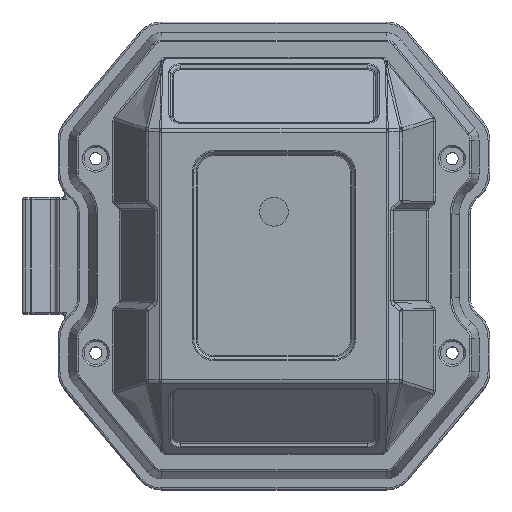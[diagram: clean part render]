
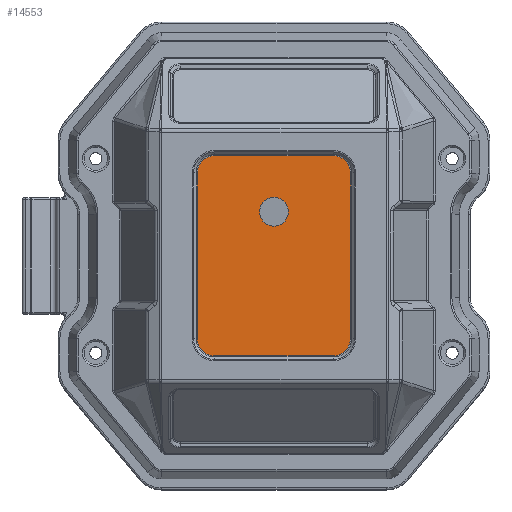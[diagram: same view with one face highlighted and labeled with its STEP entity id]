
A CAD part, top view. The second image highlights one B-rep face of the part: STEP entity #14553.
In plain terms, the highlighted planar face has unit normal (0, 0, 1).
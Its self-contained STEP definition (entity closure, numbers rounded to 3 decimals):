
#111=FACE_BOUND('',#3405,.T.);
#1096=CIRCLE('',#15489,4.);
#1400=CIRCLE('',#16062,4.793);
#1401=CIRCLE('',#16063,4.793);
#1402=CIRCLE('',#16064,4.793);
#1403=CIRCLE('',#16065,4.793);
#2473=FACE_OUTER_BOUND('',#3404,.T.);
#3404=EDGE_LOOP('',(#12158,#12159,#12160,#12161,#12162,#12163,#12164,#12165));
#3405=EDGE_LOOP('',(#12166));
#4541=LINE('',#33840,#5539);
#4542=LINE('',#33844,#5540);
#4543=LINE('',#33848,#5541);
#4544=LINE('',#33851,#5542);
#5539=VECTOR('',#19638,1000.);
#5540=VECTOR('',#19641,1000.);
#5541=VECTOR('',#19644,1000.);
#5542=VECTOR('',#19647,1000.);
#6316=VERTEX_POINT('',#27367);
#6889=VERTEX_POINT('',#33836);
#6890=VERTEX_POINT('',#33837);
#6891=VERTEX_POINT('',#33839);
#6892=VERTEX_POINT('',#33841);
#6893=VERTEX_POINT('',#33843);
#6894=VERTEX_POINT('',#33845);
#6895=VERTEX_POINT('',#33847);
#6896=VERTEX_POINT('',#33849);
#7941=EDGE_CURVE('',#6316,#6316,#1096,.T.);
#8759=EDGE_CURVE('',#6889,#6890,#1400,.T.);
#8760=EDGE_CURVE('',#6890,#6891,#4541,.T.);
#8761=EDGE_CURVE('',#6891,#6892,#1401,.T.);
#8762=EDGE_CURVE('',#6892,#6893,#4542,.T.);
#8763=EDGE_CURVE('',#6893,#6894,#1402,.T.);
#8764=EDGE_CURVE('',#6894,#6895,#4543,.T.);
#8765=EDGE_CURVE('',#6895,#6896,#1403,.T.);
#8766=EDGE_CURVE('',#6896,#6889,#4544,.T.);
#12158=ORIENTED_EDGE('',*,*,#8759,.T.);
#12159=ORIENTED_EDGE('',*,*,#8760,.T.);
#12160=ORIENTED_EDGE('',*,*,#8761,.T.);
#12161=ORIENTED_EDGE('',*,*,#8762,.T.);
#12162=ORIENTED_EDGE('',*,*,#8763,.T.);
#12163=ORIENTED_EDGE('',*,*,#8764,.T.);
#12164=ORIENTED_EDGE('',*,*,#8765,.T.);
#12165=ORIENTED_EDGE('',*,*,#8766,.T.);
#12166=ORIENTED_EDGE('',*,*,#7941,.F.);
#13918=PLANE('',#16061);
#14553=ADVANCED_FACE('',(#2473,#111),#13918,.T.);
#15489=AXIS2_PLACEMENT_3D('',#27369,#18132,#18133);
#16061=AXIS2_PLACEMENT_3D('',#33835,#19634,#19635);
#16062=AXIS2_PLACEMENT_3D('',#33838,#19636,#19637);
#16063=AXIS2_PLACEMENT_3D('',#33842,#19639,#19640);
#16064=AXIS2_PLACEMENT_3D('',#33846,#19642,#19643);
#16065=AXIS2_PLACEMENT_3D('',#33850,#19645,#19646);
#18132=DIRECTION('center_axis',(0.,0.,1.));
#18133=DIRECTION('ref_axis',(1.,0.,0.));
#19634=DIRECTION('center_axis',(0.,0.,1.));
#19635=DIRECTION('ref_axis',(1.,0.,0.));
#19636=DIRECTION('center_axis',(0.,0.,1.));
#19637=DIRECTION('ref_axis',(1.,0.,0.));
#19638=DIRECTION('',(-1.,0.,0.));
#19639=DIRECTION('center_axis',(0.,0.,1.));
#19640=DIRECTION('ref_axis',(1.,0.,0.));
#19641=DIRECTION('',(0.,-1.,0.));
#19642=DIRECTION('center_axis',(0.,0.,1.));
#19643=DIRECTION('ref_axis',(1.,0.,0.));
#19644=DIRECTION('',(1.,0.,0.));
#19645=DIRECTION('center_axis',(0.,0.,1.));
#19646=DIRECTION('ref_axis',(1.,0.,0.));
#19647=DIRECTION('',(0.,1.,0.));
#27367=CARTESIAN_POINT('',(-4.,12.218,31.));
#27369=CARTESIAN_POINT('Origin',(0.,12.218,
31.));
#33835=CARTESIAN_POINT('Origin',(16.479,-23.,31.));
#33836=CARTESIAN_POINT('',(21.272,23.,31.));
#33837=CARTESIAN_POINT('',(16.479,27.793,31.));
#33838=CARTESIAN_POINT('Origin',(16.479,23.,31.));
#33839=CARTESIAN_POINT('',(-16.521,27.793,31.));
#33840=CARTESIAN_POINT('',(16.479,27.793,31.));
#33841=CARTESIAN_POINT('',(-21.314,23.,31.));
#33842=CARTESIAN_POINT('Origin',(-16.521,23.,31.));
#33843=CARTESIAN_POINT('',(-21.314,-23.,31.));
#33844=CARTESIAN_POINT('',(-21.314,-23.,31.));
#33845=CARTESIAN_POINT('',(-16.521,-27.793,31.));
#33846=CARTESIAN_POINT('Origin',(-16.521,-23.,31.));
#33847=CARTESIAN_POINT('',(16.479,-27.793,31.));
#33848=CARTESIAN_POINT('',(16.479,-27.793,31.));
#33849=CARTESIAN_POINT('',(21.272,-23.,31.));
#33850=CARTESIAN_POINT('Origin',(16.479,-23.,31.));
#33851=CARTESIAN_POINT('',(21.272,-23.,31.));
